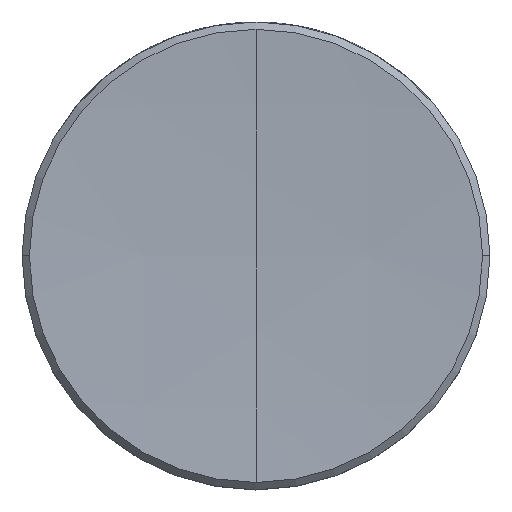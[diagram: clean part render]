
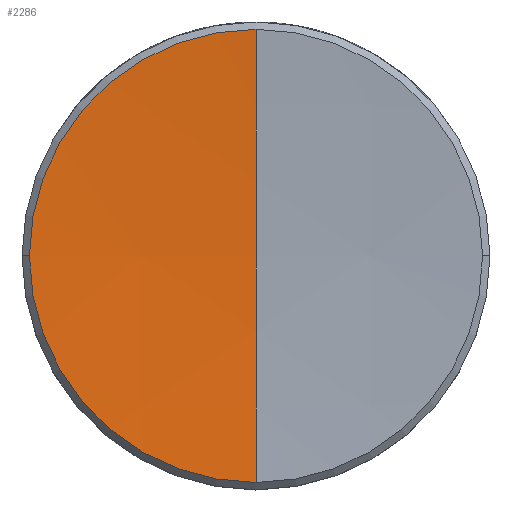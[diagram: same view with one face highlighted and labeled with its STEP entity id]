
A CAD part, top view. The second image highlights one B-rep face of the part: STEP entity #2286.
In plain terms, the highlighted spherical face has radius 100 mm.
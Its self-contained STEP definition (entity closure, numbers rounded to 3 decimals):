
#41 = CIRCLE ( 'NONE', #472, 100. ) ;
#71 = DIRECTION ( 'NONE',  ( 0., 1., 0. ) ) ;
#139 = EDGE_CURVE ( 'NONE', #1838, #1569, #2663, .T. ) ;
#212 = CIRCLE ( 'NONE', #2351, 6.15 ) ;
#219 = CIRCLE ( 'NONE', #967, 6.15 ) ;
#282 = CARTESIAN_POINT ( 'NONE',  ( 0., -6.15, 1.689 ) ) ;
#472 = AXIS2_PLACEMENT_3D ( 'NONE', #479, #486, #1419 ) ;
#479 = CARTESIAN_POINT ( 'NONE',  ( 0., 0., 101.5 ) ) ;
#486 = DIRECTION ( 'NONE',  ( 1., 0., 0. ) ) ;
#554 = ORIENTED_EDGE ( 'NONE', *, *, #139, .F. ) ;
#599 = CARTESIAN_POINT ( 'NONE',  ( 0., 6.15, 1.689 ) ) ;
#723 = DIRECTION ( 'NONE',  ( 1., 0., 0. ) ) ;
#836 = CARTESIAN_POINT ( 'NONE',  ( 0., 0., 1.689 ) ) ;
#845 = VERTEX_POINT ( 'NONE', #2354 ) ;
#967 = AXIS2_PLACEMENT_3D ( 'NONE', #836, #2493, #2741 ) ;
#1102 = ORIENTED_EDGE ( 'NONE', *, *, #2481, .T. ) ;
#1109 = DIRECTION ( 'NONE',  ( -1., 0., 0. ) ) ;
#1142 = ORIENTED_EDGE ( 'NONE', *, *, #1237, .T. ) ;
#1237 = EDGE_CURVE ( 'NONE', #845, #2197, #219, .T. ) ;
#1288 = CARTESIAN_POINT ( 'NONE',  ( 0., 0., 101.5 ) ) ;
#1419 = DIRECTION ( 'NONE',  ( 0., 1., 0. ) ) ;
#1564 = SPHERICAL_SURFACE ( 'NONE', #2195, 100. ) ;
#1569 = VERTEX_POINT ( 'NONE', #2899 ) ;
#1611 = CARTESIAN_POINT ( 'NONE',  ( 0., 0., 101.5 ) ) ;
#1768 = ORIENTED_EDGE ( 'NONE', *, *, #2447, .T. ) ;
#1838 = VERTEX_POINT ( 'NONE', #599 ) ;
#2083 = AXIS2_PLACEMENT_3D ( 'NONE', #1611, #1109, #2291 ) ;
#2195 = AXIS2_PLACEMENT_3D ( 'NONE', #1288, #2464, #71 ) ;
#2197 = VERTEX_POINT ( 'NONE', #282 ) ;
#2257 = EDGE_LOOP ( 'NONE', ( #1102, #1142, #1768, #554 ) ) ;
#2286 = ADVANCED_FACE ( 'NONE', ( #2512 ), #1564, .F. ) ;
#2291 = DIRECTION ( 'NONE',  ( 0., 0., 1. ) ) ;
#2351 = AXIS2_PLACEMENT_3D ( 'NONE', #2389, #2362, #723 ) ;
#2354 = CARTESIAN_POINT ( 'NONE',  ( -6.15, 0., 1.689 ) ) ;
#2362 = DIRECTION ( 'NONE',  ( 0., 0., 1. ) ) ;
#2389 = CARTESIAN_POINT ( 'NONE',  ( 0., 0., 1.689 ) ) ;
#2447 = EDGE_CURVE ( 'NONE', #2197, #1569, #41, .T. ) ;
#2464 = DIRECTION ( 'NONE',  ( 1., 0., 0. ) ) ;
#2481 = EDGE_CURVE ( 'NONE', #1838, #845, #212, .T. ) ;
#2493 = DIRECTION ( 'NONE',  ( 0., 0., 1. ) ) ;
#2512 = FACE_OUTER_BOUND ( 'NONE', #2257, .T. ) ;
#2663 = CIRCLE ( 'NONE', #2083, 100. ) ;
#2741 = DIRECTION ( 'NONE',  ( 1., 0., 0. ) ) ;
#2899 = CARTESIAN_POINT ( 'NONE',  ( 0., 0., 1.5 ) ) ;
